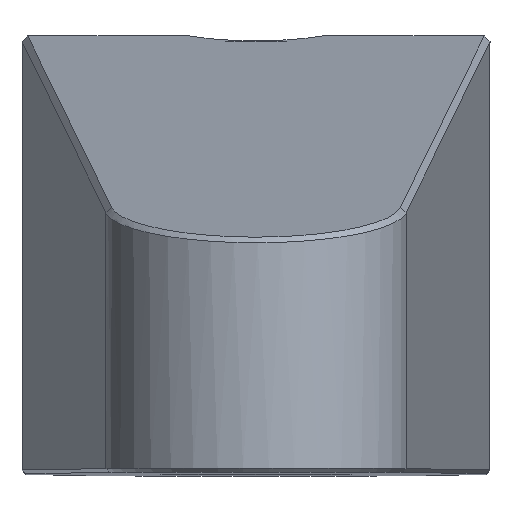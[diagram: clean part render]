
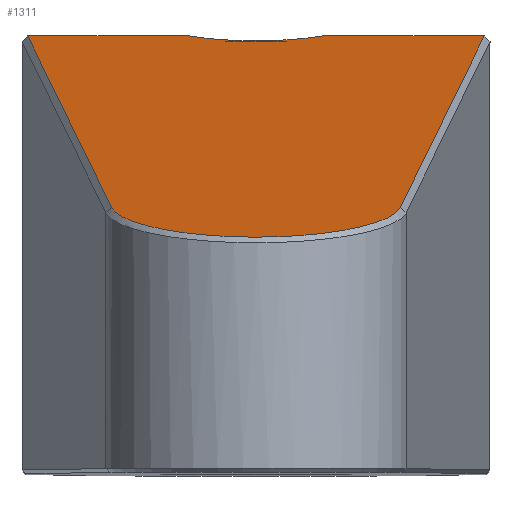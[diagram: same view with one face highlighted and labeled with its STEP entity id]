
A CAD part, top view. The second image highlights one B-rep face of the part: STEP entity #1311.
In plain terms, the highlighted planar face has unit normal (0, 0.974, 0.226).
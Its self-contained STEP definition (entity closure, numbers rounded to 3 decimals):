
#345=DIRECTION('',(-0.221,0.221,-0.95));
#346=VECTOR('',#345,0.045);
#347=CARTESIAN_POINT('',(30.241,57.99,33.793));
#348=LINE('',#347,#346);
#349=DIRECTION('',(-0.109,-0.225,0.968));
#350=VECTOR('',#349,101.773);
#351=CARTESIAN_POINT('',(30.241,57.99,33.793));
#352=LINE('',#351,#350);
#353=CARTESIAN_POINT('',(19.109,35.103,132.333));
#354=CARTESIAN_POINT('',(19.048,34.978,132.872));
#355=CARTESIAN_POINT('',(18.881,34.729,133.945));
#356=CARTESIAN_POINT('',(18.495,34.362,135.526));
#357=CARTESIAN_POINT('',(17.977,34.004,137.067));
#358=CARTESIAN_POINT('',(17.333,33.658,138.557));
#359=CARTESIAN_POINT('',(16.567,33.326,139.984));
#360=CARTESIAN_POINT('',(15.686,33.012,141.338));
#361=CARTESIAN_POINT('',(14.697,32.716,142.611));
#362=CARTESIAN_POINT('',(13.608,32.441,143.794));
#363=CARTESIAN_POINT('',(12.427,32.189,144.88));
#364=CARTESIAN_POINT('',(11.163,31.961,145.861));
#365=CARTESIAN_POINT('',(9.825,31.759,146.731));
#366=CARTESIAN_POINT('',(8.423,31.584,147.486));
#367=CARTESIAN_POINT('',(6.966,31.436,148.122));
#368=CARTESIAN_POINT('',(5.465,31.317,148.635));
#369=CARTESIAN_POINT('',(3.928,31.227,149.021));
#370=CARTESIAN_POINT('',(2.367,31.167,149.28));
#371=CARTESIAN_POINT('',(0.79,31.137,149.41));
#372=CARTESIAN_POINT('',(-0.791,31.137,149.41));
#373=CARTESIAN_POINT('',(-2.368,31.167,149.28));
#374=CARTESIAN_POINT('',(-3.929,31.227,149.021));
#375=CARTESIAN_POINT('',(-5.466,31.317,148.634));
#376=CARTESIAN_POINT('',(-6.967,31.436,148.122));
#377=CARTESIAN_POINT('',(-8.424,31.584,147.486));
#378=CARTESIAN_POINT('',(-9.826,31.759,146.731));
#379=CARTESIAN_POINT('',(-11.164,31.962,145.86));
#380=CARTESIAN_POINT('',(-12.427,32.189,144.879));
#381=CARTESIAN_POINT('',(-13.608,32.442,143.794));
#382=CARTESIAN_POINT('',(-14.698,32.716,142.61));
#383=CARTESIAN_POINT('',(-15.687,33.012,141.337));
#384=CARTESIAN_POINT('',(-16.568,33.327,139.983));
#385=CARTESIAN_POINT('',(-17.333,33.658,138.556));
#386=CARTESIAN_POINT('',(-17.978,34.004,137.066));
#387=CARTESIAN_POINT('',(-18.495,34.362,135.525));
#388=CARTESIAN_POINT('',(-18.881,34.729,133.944));
#389=CARTESIAN_POINT('',(-19.048,34.978,132.872));
#390=CARTESIAN_POINT('',(-19.109,35.103,132.333));
#392=DIRECTION('',(-0.109,0.225,-0.968));
#393=VECTOR('',#392,101.773);
#394=CARTESIAN_POINT('',(-19.109,35.103,132.333));
#395=LINE('',#394,#393);
#396=DIRECTION('',(-0.221,-0.221,0.95));
#397=VECTOR('',#396,0.045);
#398=CARTESIAN_POINT('',(-30.231,58.,33.75));
#399=LINE('',#398,#397);
#404=DIRECTION('',(1.,0.,0.));
#405=VECTOR('',#404,21.388);
#406=CARTESIAN_POINT('',(8.843,58.,33.75));
#407=LINE('',#406,#405);
#448=DIRECTION('',(1.,0.,0.));
#449=VECTOR('',#448,21.388);
#450=CARTESIAN_POINT('',(-30.231,58.,33.75));
#451=LINE('',#450,#449);
#461=CARTESIAN_POINT('',(8.843,58.,33.75));
#462=CARTESIAN_POINT('',(8.469,57.938,34.018));
#463=CARTESIAN_POINT('',(7.703,57.822,34.517));
#464=CARTESIAN_POINT('',(6.498,57.673,35.156));
#465=CARTESIAN_POINT('',(5.251,57.551,35.683));
#466=CARTESIAN_POINT('',(3.968,57.456,36.094));
#467=CARTESIAN_POINT('',(2.66,57.387,36.389));
#468=CARTESIAN_POINT('',(1.334,57.346,36.567));
#469=CARTESIAN_POINT('',(0.,57.332,36.626));
#470=CARTESIAN_POINT('',(-1.334,57.346,36.567));
#471=CARTESIAN_POINT('',(-2.66,57.387,36.389));
#472=CARTESIAN_POINT('',(-3.968,57.456,36.094));
#473=CARTESIAN_POINT('',(-5.251,57.551,35.683));
#474=CARTESIAN_POINT('',(-6.498,57.673,35.156));
#475=CARTESIAN_POINT('',(-7.703,57.822,34.517));
#476=CARTESIAN_POINT('',(-8.469,57.938,34.018));
#477=CARTESIAN_POINT('',(-8.843,58.,33.75));
#668=CARTESIAN_POINT('',(30.241,57.99,33.793));
#669=CARTESIAN_POINT('',(30.231,58.,33.75));
#670=VERTEX_POINT('',#668);
#671=VERTEX_POINT('',#669);
#674=CARTESIAN_POINT('',(-19.109,35.103,132.333));
#675=CARTESIAN_POINT('',(-30.241,57.99,33.793));
#676=VERTEX_POINT('',#674);
#677=VERTEX_POINT('',#675);
#683=VERTEX_POINT('',#353);
#686=CARTESIAN_POINT('',(-30.231,58.,33.75));
#687=VERTEX_POINT('',#686);
#732=CARTESIAN_POINT('',(-8.843,58.,33.75));
#734=VERTEX_POINT('',#732);
#756=CARTESIAN_POINT('',(8.843,58.,33.75));
#757=VERTEX_POINT('',#756);
#1292=CARTESIAN_POINT('',(-50.,0.,283.472));
#1293=DIRECTION('',(0.,-0.974,-0.226));
#1294=DIRECTION('',(0.,0.226,-0.974));
#1295=AXIS2_PLACEMENT_3D('',#1292,#1293,#1294);
#1296=PLANE('',#1295);
#1297=ORIENTED_EDGE('',*,*,#1058,.F.);
#1298=ORIENTED_EDGE('',*,*,#1076,.T.);
#1299=ORIENTED_EDGE('',*,*,#1272,.T.);
#1300=ORIENTED_EDGE('',*,*,#1283,.T.);
#1302=ORIENTED_EDGE('',*,*,#1301,.F.);
#1304=ORIENTED_EDGE('',*,*,#1303,.T.);
#1306=ORIENTED_EDGE('',*,*,#1305,.F.);
#1308=ORIENTED_EDGE('',*,*,#1307,.T.);
#1309=EDGE_LOOP('',(#1297,#1298,#1299,#1300,#1302,#1304,#1306,#1308));
#1310=FACE_OUTER_BOUND('',#1309,.F.);
#391=B_SPLINE_CURVE_WITH_KNOTS('',3,(#353,#354,#355,#356,#357,#358,#359,#360,
#361,#362,#363,#364,#365,#366,#367,#368,#369,#370,#371,#372,#373,#374,#375,#376,
#377,#378,#379,#380,#381,#382,#383,#384,#385,#386,#387,#388,#389,#390),
.UNSPECIFIED.,.F.,.F.,(4,1,1,1,1,1,1,1,1,1,1,1,1,1,1,1,1,1,1,1,1,1,1,1,1,1,1,1,
1,1,1,1,1,1,1,4),(0.,0.029,0.057,0.086,
0.114,0.143,0.171,0.2,0.229,
0.257,0.286,0.314,0.343,
0.371,0.4,0.429,0.457,0.486,
0.514,0.543,0.571,0.6,0.629,
0.657,0.686,0.714,0.743,
0.771,0.8,0.829,0.857,0.886,
0.914,0.943,0.971,1.),.UNSPECIFIED.);
#478=B_SPLINE_CURVE_WITH_KNOTS('',3,(#461,#462,#463,#464,#465,#466,#467,#468,
#469,#470,#471,#472,#473,#474,#475,#476,#477),.UNSPECIFIED.,.F.,.F.,(4,1,1,1,1,
1,1,1,1,1,1,1,1,1,4),(0.,0.071,0.143,
0.214,0.286,0.357,0.429,0.5,
0.571,0.643,0.714,0.786,
0.857,0.929,1.),.UNSPECIFIED.);
#1058=EDGE_CURVE('',#670,#671,#348,.T.);
#1076=EDGE_CURVE('',#670,#683,#352,.T.);
#1272=EDGE_CURVE('',#683,#676,#391,.T.);
#1283=EDGE_CURVE('',#676,#677,#395,.T.);
#1301=EDGE_CURVE('',#687,#677,#399,.T.);
#1303=EDGE_CURVE('',#687,#734,#451,.T.);
#1305=EDGE_CURVE('',#757,#734,#478,.T.);
#1307=EDGE_CURVE('',#757,#671,#407,.T.);
#1311=ADVANCED_FACE('',(#1310),#1296,.F.);
